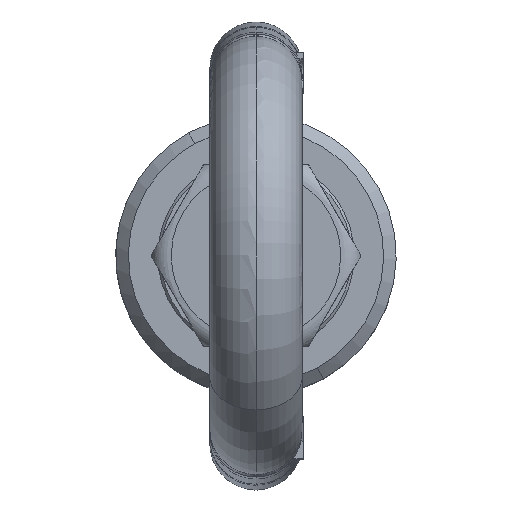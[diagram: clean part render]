
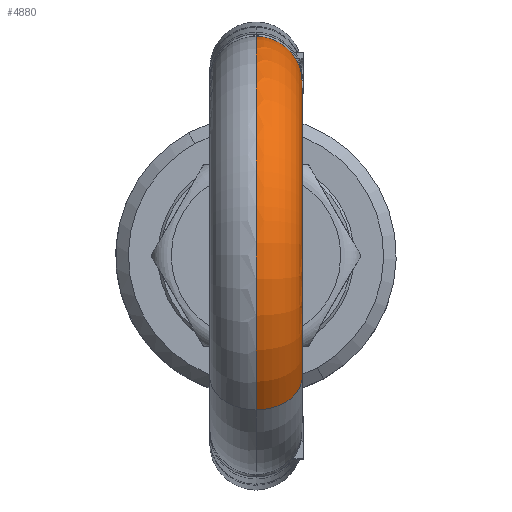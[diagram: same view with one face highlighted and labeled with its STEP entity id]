
A CAD part, top view. The second image highlights one B-rep face of the part: STEP entity #4880.
In plain terms, the highlighted toroidal (fillet/blend) face has major radius 72.508 mm and minor radius 19.338 mm.
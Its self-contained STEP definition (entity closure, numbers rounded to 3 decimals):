
#4761=CARTESIAN_POINT('Vertex',(0.,-64.945,79.448)) ;
#4796=CARTESIAN_POINT('Axis2P3D Location',(0.,-51.271,65.774)) ;
#4800=CARTESIAN_POINT('Vertex',(19.338,-51.271,65.774)) ;
#4832=CARTESIAN_POINT('Axis2P3D Location',(0.,0.,14.503)) ;
#4837=CARTESIAN_POINT('Axis2P3D Location',(19.338,0.,14.503)) ;
#4841=CARTESIAN_POINT('Vertex',(19.338,0.,87.011)) ;
#4844=CARTESIAN_POINT('Axis2P3D Location',(19.338,0.,14.503)) ;
#4848=CARTESIAN_POINT('Vertex',(19.338,69.279,35.901)) ;
#4852=CARTESIAN_POINT('Control Point',(18.117,79.269,14.503)) ;
#4853=CARTESIAN_POINT('Control Point',(18.76,77.545,20.391)) ;
#4854=CARTESIAN_POINT('Control Point',(19.154,75.241,25.976)) ;
#4855=CARTESIAN_POINT('Control Point',(19.338,72.45,31.157)) ;
#4856=CARTESIAN_POINT('Control Point',(19.338,69.279,35.901)) ;
#4857=CARTESIAN_POINT('Vertex',(18.117,79.269,14.503)) ;
#4860=CARTESIAN_POINT('Axis2P3D Location',(0.,72.508,14.503)) ;
#4864=CARTESIAN_POINT('Vertex',(0.,91.846,14.503)) ;
#4867=CARTESIAN_POINT('Axis2P3D Location',(0.,0.,14.503)) ;
#4797=DIRECTION('Axis2P3D Direction',(-0.,0.707,0.707)) ;
#4833=DIRECTION('Axis2P3D Direction',(1.,0.,0.)) ;
#4834=DIRECTION('Axis2P3D XDirection',(0.,0.707,-0.707)) ;
#4838=DIRECTION('Axis2P3D Direction',(1.,-0.,0.)) ;
#4845=DIRECTION('Axis2P3D Direction',(1.,-0.,0.)) ;
#4861=DIRECTION('Axis2P3D Direction',(0.,0.,-1.)) ;
#4868=DIRECTION('Axis2P3D Direction',(1.,-0.,0.)) ;
#4798=AXIS2_PLACEMENT_3D('Circle Axis2P3D',#4796,#4797,$) ;
#4835=AXIS2_PLACEMENT_3D('Torus Axis2P3D',#4832,#4833,#4834) ;
#4839=AXIS2_PLACEMENT_3D('Circle Axis2P3D',#4837,#4838,$) ;
#4846=AXIS2_PLACEMENT_3D('Circle Axis2P3D',#4844,#4845,$) ;
#4862=AXIS2_PLACEMENT_3D('Circle Axis2P3D',#4860,#4861,$) ;
#4869=AXIS2_PLACEMENT_3D('Circle Axis2P3D',#4867,#4868,$) ;
#4873=ORIENTED_EDGE('',*,*,#4802,.T.) ;
#4874=ORIENTED_EDGE('',*,*,#4843,.F.) ;
#4875=ORIENTED_EDGE('',*,*,#4850,.T.) ;
#4876=ORIENTED_EDGE('',*,*,#4859,.F.) ;
#4877=ORIENTED_EDGE('',*,*,#4866,.T.) ;
#4878=ORIENTED_EDGE('',*,*,#4871,.T.) ;
#4880=ADVANCED_FACE('\X2\672C9AD4\X0\.2',(#4879),#4836,.T.) ;
#4851=B_SPLINE_CURVE_WITH_KNOTS('',4,(#4852,#4853,#4854,#4855,#4856),.UNSPECIFIED.,.F.,.U.,(5,5),(0.,32.966),.UNSPECIFIED.) ;
#4799=CIRCLE('generated circle',#4798,19.338) ;
#4840=CIRCLE('generated circle',#4839,72.508) ;
#4847=CIRCLE('generated circle',#4846,72.508) ;
#4863=CIRCLE('generated circle',#4862,19.338) ;
#4870=CIRCLE('generated circle',#4869,91.846) ;
#4836=TOROIDAL_SURFACE('homeo Torus',#4835,72.508,19.338) ;
#4802=EDGE_CURVE('',#4762,#4801,#4799,.T.) ;
#4843=EDGE_CURVE('',#4842,#4801,#4840,.T.) ;
#4850=EDGE_CURVE('',#4842,#4849,#4847,.F.) ;
#4859=EDGE_CURVE('',#4858,#4849,#4851,.T.) ;
#4866=EDGE_CURVE('',#4858,#4865,#4863,.F.) ;
#4871=EDGE_CURVE('',#4865,#4762,#4870,.T.) ;
#4872=EDGE_LOOP('',(#4873,#4874,#4875,#4876,#4877,#4878)) ;
#4879=FACE_OUTER_BOUND('',#4872,.T.) ;
#4762=VERTEX_POINT('',#4761) ;
#4801=VERTEX_POINT('',#4800) ;
#4842=VERTEX_POINT('',#4841) ;
#4849=VERTEX_POINT('',#4848) ;
#4858=VERTEX_POINT('',#4857) ;
#4865=VERTEX_POINT('',#4864) ;
